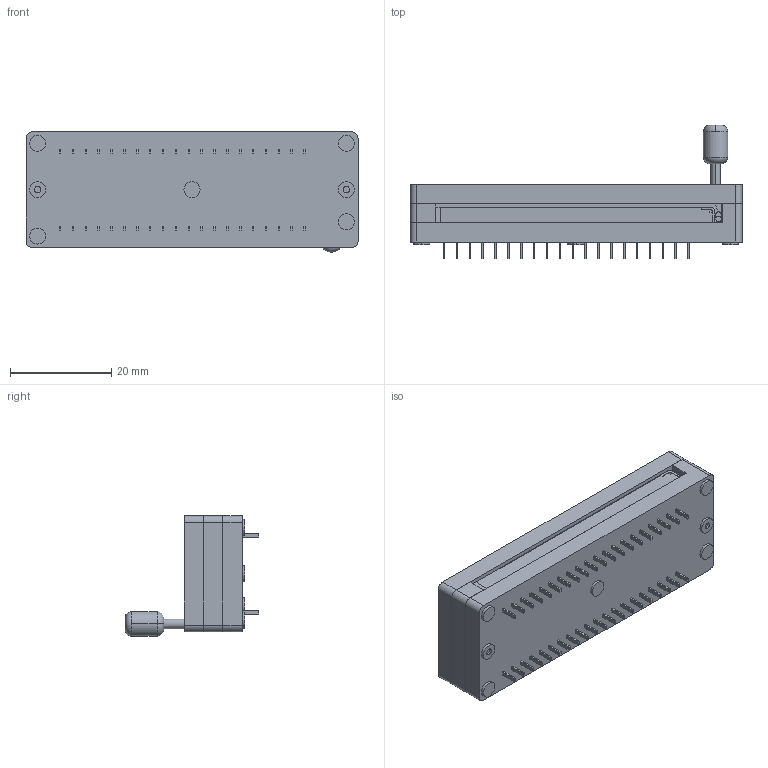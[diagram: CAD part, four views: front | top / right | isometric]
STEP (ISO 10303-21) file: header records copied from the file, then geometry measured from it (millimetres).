
FILE_DESCRIPTION (( 'STEP AP214' ), '1' );
FILE_NAME ('240-1280-00-0602J.STEP', '2023-12-21T00:01:32', ( '' ), ( '' ), 'SwSTEP 2.0', 'SolidWorks 2021', '' );
FILE_SCHEMA (( 'AUTOMOTIVE_DESIGN' ));
Length unit declared in the file: inch
Products named in the file (1): 240-1280-00-0602J
Bounding box: 65.53 x 26.42 x 23.75 mm (x, y, z)
Volume: 16518.7 mm3; surface area: 11872.5 mm2
Topology: 49 solids, 49 shells, 602 faces, 1447 edges, 960 vertices
Faces by surface type: plane 534, cylinder 58, torus 6, cone 4
Entity records: 17801 total; most frequent: CARTESIAN_POINT 3010, ORIENTED_EDGE 2894, DIRECTION 2787, EDGE_CURVE 1447, LINE 1313, VECTOR 1313, VERTEX_POINT 960, AXIS2_PLACEMENT_3D 737
